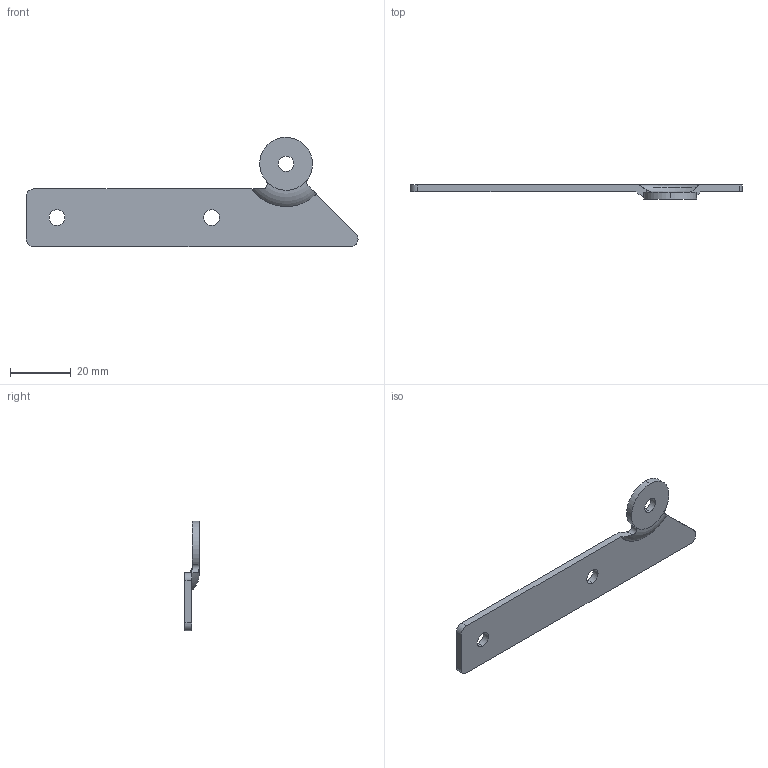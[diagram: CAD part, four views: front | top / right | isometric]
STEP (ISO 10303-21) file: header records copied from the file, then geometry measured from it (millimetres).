
FILE_DESCRIPTION (( 'STEP AP214' ), '1' );
FILE_NAME ('am-2589 Corner Hinge Formed REV2.STEP', '2018-06-12T14:42:52', ( '' ), ( '' ), 'SwSTEP 2.0', 'SolidWorks 2017', '' );
FILE_SCHEMA (( 'AUTOMOTIVE_DESIGN' ));
Length unit declared in the file: inch
Products named in the file (1): am-2589 Corner Hinge Formed REV2
Bounding box: 108.93 x 4.7 x 35.85 mm (x, y, z)
Volume: 4880.8 mm3; surface area: 5010.4 mm2
Topology: 1 solids, 1 shells, 25 faces, 65 edges, 42 vertices
Faces by surface type: cylinder 13, plane 8, torus 4
Entity records: 887 total; most frequent: CARTESIAN_POINT 205, DIRECTION 141, ORIENTED_EDGE 130, EDGE_CURVE 65, AXIS2_PLACEMENT_3D 58, VERTEX_POINT 42, CIRCLE 32, EDGE_LOOP 31
